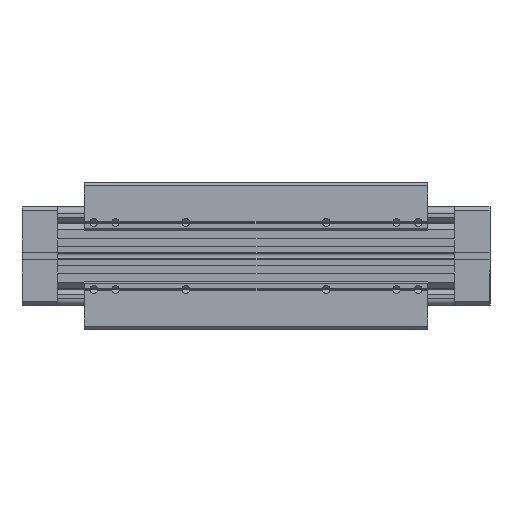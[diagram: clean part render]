
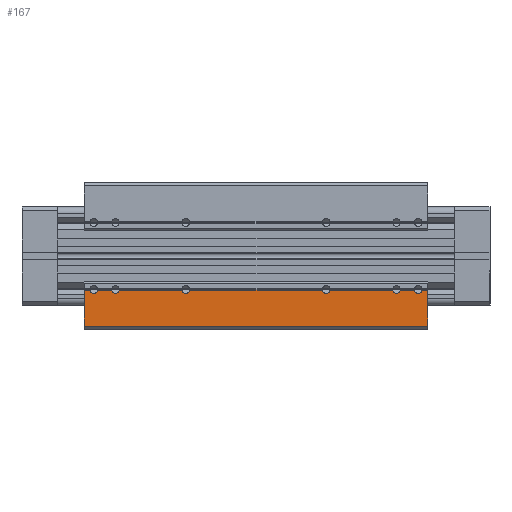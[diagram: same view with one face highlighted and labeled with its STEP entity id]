
A CAD part, front view. The second image highlights one B-rep face of the part: STEP entity #167.
In plain terms, the highlighted face is planar.
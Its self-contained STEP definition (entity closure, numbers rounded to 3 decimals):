
#167 = ADVANCED_FACE ( 'NONE', ( #15956 ), #23838, .T. ) ;
#6269 = CARTESIAN_POINT ( 'NONE',  ( 371.5, -499.796, -148.5 ) ) ;
#6270 = DIRECTION ( 'NONE',  ( -1., 0., 0. ) ) ;
#6339 = CARTESIAN_POINT ( 'NONE',  ( 371.5, -499.796, -148.5 ) ) ;
#6340 = DIRECTION ( 'NONE',  ( -1., 0., 0. ) ) ;
#6404 = CARTESIAN_POINT ( 'NONE',  ( 371.5, -499.796, -148.5 ) ) ;
#6405 = DIRECTION ( 'NONE',  ( -1., 0., 0. ) ) ;
#6443 = CARTESIAN_POINT ( 'NONE',  ( 371.5, -499.796, -148.5 ) ) ;
#6444 = DIRECTION ( 'NONE',  ( -1., 0., 0. ) ) ;
#6469 = CARTESIAN_POINT ( 'NONE',  ( 371.5, -499.796, -148.5 ) ) ;
#6472 = DIRECTION ( 'NONE',  ( -1., 0., 0. ) ) ;
#7060 = LINE ( 'NONE', #6269, #7061 ) ;
#7061 = VECTOR ( 'NONE', #6270, 1000. ) ;
#7089 = LINE ( 'NONE', #6339, #7090 ) ;
#7090 = VECTOR ( 'NONE', #6340, 1000. ) ;
#7113 = LINE ( 'NONE', #6404, #7115 ) ;
#7115 = VECTOR ( 'NONE', #6405, 1000. ) ;
#7123 = LINE ( 'NONE', #6469, #7139 ) ;
#7124 = LINE ( 'NONE', #6443, #7127 ) ;
#7127 = VECTOR ( 'NONE', #6444, 1000. ) ;
#7139 = VECTOR ( 'NONE', #6472, 1000. ) ;
#7414 = LINE ( 'NONE', #8908, #7421 ) ;
#7421 = VECTOR ( 'NONE', #8911, 1000. ) ;
#7451 = LINE ( 'NONE', #8978, #7464 ) ;
#7455 = CIRCLE ( 'NONE', #18494, 2.5 ) ;
#7461 = VECTOR ( 'NONE', #8992, 1000. ) ;
#7464 = VECTOR ( 'NONE', #8982, 1000. ) ;
#7465 = LINE ( 'NONE', #8991, #7461 ) ;
#7470 = LINE ( 'NONE', #9008, #7476 ) ;
#7473 = CIRCLE ( 'NONE', #18510, 2.5 ) ;
#7475 = CIRCLE ( 'NONE', #18513, 2.5 ) ;
#7476 = VECTOR ( 'NONE', #9009, 1000. ) ;
#7477 = CIRCLE ( 'NONE', #18515, 2.5 ) ;
#7478 = CIRCLE ( 'NONE', #18516, 2.5 ) ;
#7479 = LINE ( 'NONE', #9011, #7480 ) ;
#7480 = VECTOR ( 'NONE', #9012, 1000. ) ;
#7483 = CIRCLE ( 'NONE', #18508, 2.5 ) ;
#8908 = CARTESIAN_POINT ( 'NONE',  ( 371.5, -499.796, -148.5 ) ) ;
#8911 = DIRECTION ( 'NONE',  ( -1., 0., 0. ) ) ;
#8966 = CARTESIAN_POINT ( 'NONE',  ( 216.5, -500.296, -148.5 ) ) ;
#8970 = DIRECTION ( 'NONE',  ( 0., 0., 1. ) ) ;
#8971 = DIRECTION ( 'NONE',  ( 1., 0., 0. ) ) ;
#8978 = CARTESIAN_POINT ( 'NONE',  ( 151.5, -476.796, -148.5 ) ) ;
#8982 = DIRECTION ( 'NONE',  ( 0., -1., 0. ) ) ;
#8991 = CARTESIAN_POINT ( 'NONE',  ( 371.5, -499.796, -148.5 ) ) ;
#8992 = DIRECTION ( 'NONE',  ( -1., 0., 0. ) ) ;
#8993 = CARTESIAN_POINT ( 'NONE',  ( 306.5, -500.296, -148.5 ) ) ;
#8994 = CARTESIAN_POINT ( 'NONE',  ( 171.5, -500.296, -148.5 ) ) ;
#8998 = CARTESIAN_POINT ( 'NONE',  ( 157.5, -500.296, -148.5 ) ) ;
#8999 = DIRECTION ( 'NONE',  ( 0., 0., 1. ) ) ;
#9000 = DIRECTION ( 'NONE',  ( 1., 0., 0. ) ) ;
#9001 = CARTESIAN_POINT ( 'NONE',  ( 351.5, -500.296, -148.5 ) ) ;
#9002 = DIRECTION ( 'NONE',  ( 0., 0., 1. ) ) ;
#9003 = DIRECTION ( 'NONE',  ( 1., 0., 0. ) ) ;
#9004 = DIRECTION ( 'NONE',  ( 0., 0., 1. ) ) ;
#9005 = DIRECTION ( 'NONE',  ( 1., 0., 0. ) ) ;
#9006 = DIRECTION ( 'NONE',  ( 0., 0., 1. ) ) ;
#9007 = DIRECTION ( 'NONE',  ( 1., 0., 0. ) ) ;
#9008 = CARTESIAN_POINT ( 'NONE',  ( 371.5, -476.796, -148.5 ) ) ;
#9009 = DIRECTION ( 'NONE',  ( 0., -1., 0. ) ) ;
#9011 = CARTESIAN_POINT ( 'NONE',  ( 371.5, -476.796, -148.5 ) ) ;
#9012 = DIRECTION ( 'NONE',  ( -1., 0., 0. ) ) ;
#9013 = CARTESIAN_POINT ( 'NONE',  ( 365.5, -500.296, -148.5 ) ) ;
#9014 = DIRECTION ( 'NONE',  ( 0., 0., 1. ) ) ;
#9015 = DIRECTION ( 'NONE',  ( 1., 0., 0. ) ) ;
#9957 = CARTESIAN_POINT ( 'NONE',  ( 304.051, -499.796, -148.5 ) ) ;
#9958 = CARTESIAN_POINT ( 'NONE',  ( 218.949, -499.796, -148.5 ) ) ;
#9968 = CARTESIAN_POINT ( 'NONE',  ( 363.051, -499.796, -148.5 ) ) ;
#9969 = CARTESIAN_POINT ( 'NONE',  ( 353.949, -499.796, -148.5 ) ) ;
#9974 = CARTESIAN_POINT ( 'NONE',  ( 308.949, -499.796, -148.5 ) ) ;
#9975 = CARTESIAN_POINT ( 'NONE',  ( 349.051, -499.796, -148.5 ) ) ;
#9979 = CARTESIAN_POINT ( 'NONE',  ( 173.949, -499.796, -148.5 ) ) ;
#9982 = CARTESIAN_POINT ( 'NONE',  ( 169.051, -499.796, -148.5 ) ) ;
#9983 = CARTESIAN_POINT ( 'NONE',  ( 214.051, -499.796, -148.5 ) ) ;
#9984 = CARTESIAN_POINT ( 'NONE',  ( 159.949, -499.796, -148.5 ) ) ;
#9990 = CARTESIAN_POINT ( 'NONE',  ( 155.051, -499.796, -148.5 ) ) ;
#10017 = CARTESIAN_POINT ( 'NONE',  ( 151.5, -499.796, -148.5 ) ) ;
#10030 = CARTESIAN_POINT ( 'NONE',  ( 371.5, -476.796, -148.5 ) ) ;
#10031 = CARTESIAN_POINT ( 'NONE',  ( 151.5, -476.796, -148.5 ) ) ;
#10032 = CARTESIAN_POINT ( 'NONE',  ( 371.5, -499.796, -148.5 ) ) ;
#10033 = CARTESIAN_POINT ( 'NONE',  ( 367.949, -499.796, -148.5 ) ) ;
#14743 = ORIENTED_EDGE ( 'NONE', *, *, #24610, .T. ) ;
#14744 = ORIENTED_EDGE ( 'NONE', *, *, #22646, .T. ) ;
#14745 = ORIENTED_EDGE ( 'NONE', *, *, #24596, .T. ) ;
#14746 = ORIENTED_EDGE ( 'NONE', *, *, #22704, .T. ) ;
#14747 = ORIENTED_EDGE ( 'NONE', *, *, #24609, .T. ) ;
#14748 = ORIENTED_EDGE ( 'NONE', *, *, #22714, .T. ) ;
#14749 = ORIENTED_EDGE ( 'NONE', *, *, #24608, .T. ) ;
#14750 = ORIENTED_EDGE ( 'NONE', *, *, #24574, .T. ) ;
#14751 = ORIENTED_EDGE ( 'NONE', *, *, #24602, .F. ) ;
#14752 = ORIENTED_EDGE ( 'NONE', *, *, #24613, .F. ) ;
#14753 = ORIENTED_EDGE ( 'NONE', *, *, #24612, .T. ) ;
#14754 = ORIENTED_EDGE ( 'NONE', *, *, #24606, .T. ) ;
#14755 = ORIENTED_EDGE ( 'NONE', *, *, #24614, .T. ) ;
#14756 = ORIENTED_EDGE ( 'NONE', *, *, #22671, .T. ) ;
#14757 = ORIENTED_EDGE ( 'NONE', *, *, #24611, .T. ) ;
#14758 = ORIENTED_EDGE ( 'NONE', *, *, #22692, .T. ) ;
#15956 = FACE_OUTER_BOUND ( 'NONE', #22383, .T. ) ;
#18494 = AXIS2_PLACEMENT_3D ( 'NONE', #8966, #8970, #8971 ) ;
#18508 = AXIS2_PLACEMENT_3D ( 'NONE', #9013, #9014, #9015 ) ;
#18510 = AXIS2_PLACEMENT_3D ( 'NONE', #8998, #8999, #9000 ) ;
#18513 = AXIS2_PLACEMENT_3D ( 'NONE', #8994, #9002, #9003 ) ;
#18515 = AXIS2_PLACEMENT_3D ( 'NONE', #8993, #9004, #9005 ) ;
#18516 = AXIS2_PLACEMENT_3D ( 'NONE', #9001, #9006, #9007 ) ;
#18574 = VERTEX_POINT ( 'NONE', #9957 ) ;
#18576 = VERTEX_POINT ( 'NONE', #9958 ) ;
#18595 = VERTEX_POINT ( 'NONE', #9968 ) ;
#18600 = VERTEX_POINT ( 'NONE', #9969 ) ;
#18615 = VERTEX_POINT ( 'NONE', #9974 ) ;
#18623 = VERTEX_POINT ( 'NONE', #9975 ) ;
#18627 = VERTEX_POINT ( 'NONE', #9979 ) ;
#18636 = VERTEX_POINT ( 'NONE', #9982 ) ;
#18638 = VERTEX_POINT ( 'NONE', #9983 ) ;
#18639 = VERTEX_POINT ( 'NONE', #9984 ) ;
#18647 = VERTEX_POINT ( 'NONE', #9990 ) ;
#18695 = VERTEX_POINT ( 'NONE', #10017 ) ;
#18743 = VERTEX_POINT ( 'NONE', #10030 ) ;
#18749 = VERTEX_POINT ( 'NONE', #10031 ) ;
#18755 = VERTEX_POINT ( 'NONE', #10032 ) ;
#18758 = VERTEX_POINT ( 'NONE', #10033 ) ;
#22383 = EDGE_LOOP ( 'NONE', ( #14743, #14744, #14745, #14746, #14747, #14748, #14749, #14750, #14751, #14752, #14753, #14754, #14755, #14756, #14757, #14758 ) ) ;
#22646 = EDGE_CURVE ( 'NONE', #18574, #18576, #7060, .T. ) ;
#22671 = EDGE_CURVE ( 'NONE', #18595, #18600, #7089, .T. ) ;
#22692 = EDGE_CURVE ( 'NONE', #18623, #18615, #7113, .T. ) ;
#22704 = EDGE_CURVE ( 'NONE', #18638, #18627, #7124, .T. ) ;
#22714 = EDGE_CURVE ( 'NONE', #18636, #18639, #7123, .T. ) ;
#23838 = PLANE ( 'NONE',  #25600 ) ;
#23841 = CARTESIAN_POINT ( 'NONE',  ( 371.5, -476.796, -148.5 ) ) ;
#23850 = DIRECTION ( 'NONE',  ( 0., 0., -1. ) ) ;
#23851 = DIRECTION ( 'NONE',  ( -1., 0., 0. ) ) ;
#24574 = EDGE_CURVE ( 'NONE', #18647, #18695, #7414, .T. ) ;
#24596 = EDGE_CURVE ( 'NONE', #18576, #18638, #7455, .T. ) ;
#24602 = EDGE_CURVE ( 'NONE', #18749, #18695, #7451, .T. ) ;
#24606 = EDGE_CURVE ( 'NONE', #18755, #18758, #7465, .T. ) ;
#24608 = EDGE_CURVE ( 'NONE', #18639, #18647, #7473, .T. ) ;
#24609 = EDGE_CURVE ( 'NONE', #18627, #18636, #7475, .T. ) ;
#24610 = EDGE_CURVE ( 'NONE', #18615, #18574, #7477, .T. ) ;
#24611 = EDGE_CURVE ( 'NONE', #18600, #18623, #7478, .T. ) ;
#24612 = EDGE_CURVE ( 'NONE', #18743, #18755, #7470, .T. ) ;
#24613 = EDGE_CURVE ( 'NONE', #18743, #18749, #7479, .T. ) ;
#24614 = EDGE_CURVE ( 'NONE', #18758, #18595, #7483, .T. ) ;
#25600 = AXIS2_PLACEMENT_3D ( 'NONE', #23841, #23850, #23851 ) ;
